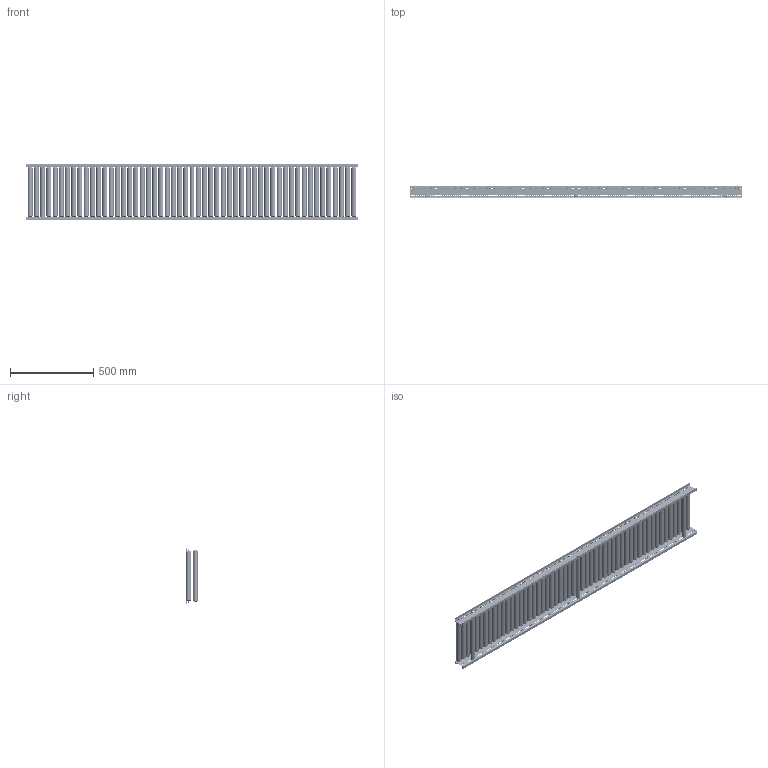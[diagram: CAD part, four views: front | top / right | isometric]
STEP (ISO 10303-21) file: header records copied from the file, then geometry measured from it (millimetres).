
FILE_DESCRIPTION (( 'STEP AP214' ), '1' );
FILE_NAME ('0051420.step', '2021-10-26T13:36:21', ( '' ), ( '' ), 'SwSTEP 2.0', 'SolidWorks 2020', '' );
FILE_SCHEMA (( 'AUTOMOTIVE_DESIGN' ));
Length unit declared in the file: millimetre
Products named in the file (8): S100995_TYP-KUT50-30x1,8-A8; 0051420; KUT50-30x1,8-KB-A8-FA_KFG_0034505TWG_KUT50-30x1,8-KB-A8-FA-EL=300; S100994_Sperrzahnschraube_M08x16-8.8-A2K; 0039778-Achse-ST-Ø08-KFG_AL320-G-FA; Traversen_KFG_L300; 0017013_Tragrollenrohr-Ø30x1,8KU_KFG_0017012_L=280; Profil_KRB-20x70x20x2_KFG_S100232_U-PROFIL-20-70-20-2-KRB-�30-L=2000
Assembly tree (68 placements, depth 3):
  0051420
    Profil_KRB-20x70x20x2_KFG_S100232_U-PROFIL-20-70-20-2-KRB-�30-L=2000  x2
    KUT50-30x1,8-KB-A8-FA_KFG_0034505TWG_KUT50-30x1,8-KB-A8-FA-EL=300  x53
      0039778-Achse-ST-Ø08-KFG_AL320-G-FA
      S100995_TYP-KUT50-30x1,8-A8
      0017013_Tragrollenrohr-Ø30x1,8KU_KFG_0017012_L=280
    Traversen_KFG_L300  x3
    S100994_Sperrzahnschraube_M08x16-8.8-A2K  x6
Bounding box: 2000 x 72.99 x 340 mm (x, y, z)
Volume: 4150479.8 mm3; surface area: 4653524.4 mm2
Topology: 123 solids, 335 shells, 12584 faces, 34764 edges, 22132 vertices
Faces by surface type: cylinder 4740, plane 3872, torus 2144, cone 1828
Entity records: 32302 total; most frequent: DIRECTION 5801, CARTESIAN_POINT 5336, ORIENTED_EDGE 4869, AXIS2_PLACEMENT_3D 2465, EDGE_CURVE 2459, VERTEX_POINT 1616, CIRCLE 1532, EDGE_LOOP 1515
